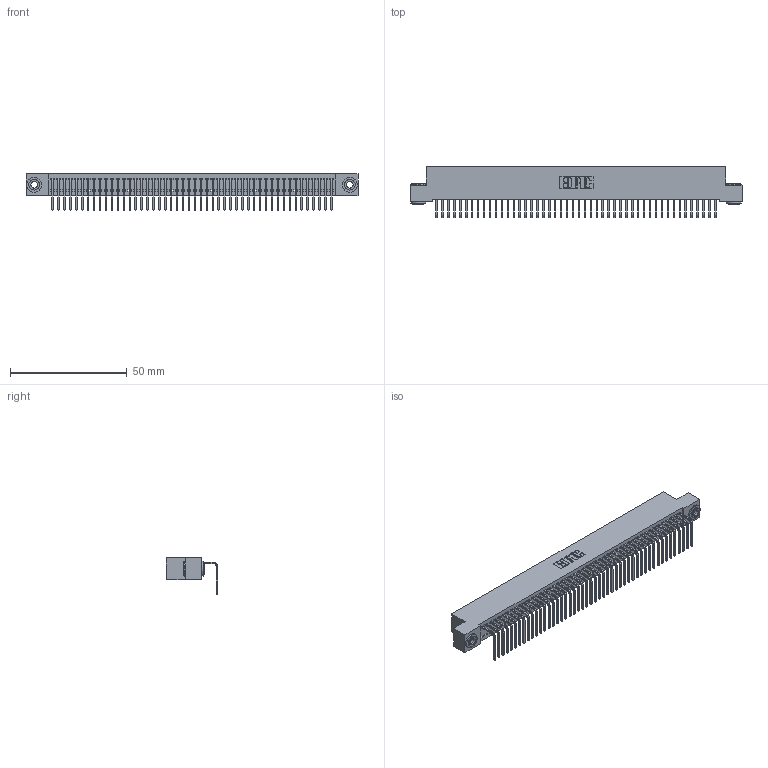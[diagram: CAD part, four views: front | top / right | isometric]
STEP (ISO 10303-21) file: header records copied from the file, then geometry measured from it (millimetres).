
FILE_DESCRIPTION (( 'STEP AP203' ), '1' );
FILE_NAME ('392-048-558-103.STEP', '2019-10-08T01:27:11', ( '' ), ( '' ), 'SwSTEP 2.0', 'SolidWorks 2016', '' );
FILE_SCHEMA (( 'CONFIG_CONTROL_DESIGN' ));
Length unit declared in the file: inch
Products named in the file (4): 342 Part_.156 TH; 345-292-001_558 Tail - 2; 342-250-002_345-250-002-102; 392-048-558-103
Assembly tree (51 placements, depth 2):
  392-048-558-103
    342 Part_.156 TH
    345-292-001_558 Tail - 2  x48
    342-250-002_345-250-002-102  x2
Bounding box: 142.24 x 21.91 x 15.62 mm (x, y, z)
Volume: 12676.5 mm3; surface area: 19861.2 mm2
Topology: 51 solids, 51 shells, 3028 faces, 9111 edges, 6006 vertices
Faces by surface type: plane 2188, cylinder 832, cone 8
Entity records: 29170 total; most frequent: CARTESIAN_POINT 5009, ORIENTED_EDGE 4986, DIRECTION 4247, EDGE_CURVE 2493, VECTOR 2341, LINE 2341, VERTEX_POINT 1658, AXIS2_PLACEMENT_3D 953
